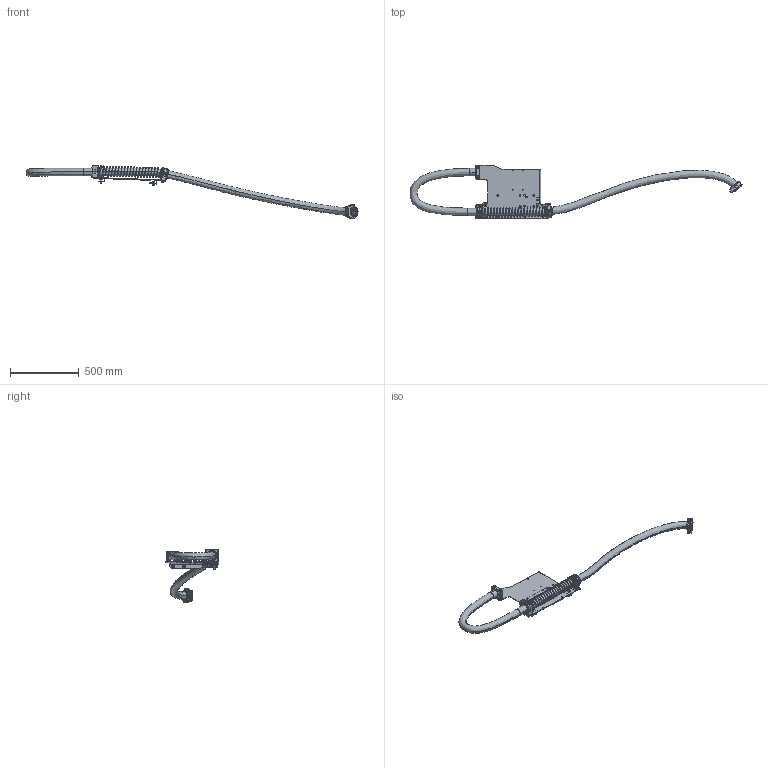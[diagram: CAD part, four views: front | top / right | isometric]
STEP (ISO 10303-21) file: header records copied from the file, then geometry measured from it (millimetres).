
FILE_DESCRIPTION (( 'STEP AP203' ), '1' );
FILE_NAME ('P2324-1.STEP', '2021-03-01T10:46:55', ( '' ), ( '' ), 'SwSTEP 2.0', 'SolidWorks 2019', '' );
FILE_SCHEMA (( 'CONFIG_CONTROL_DESIGN' ));
Products named in the file (1): P2324-1
Bounding box: 2419.53 x 390 x 384.38 mm (x, y, z)
Volume: 3122790.4 mm3; surface area: 1764358.3 mm2
Topology: 36 solids, 36 shells, 2860 faces, 7411 edges, 4690 vertices
Faces by surface type: plane 1000, cylinder 829, bspline 699, cone 146, torus 126, sphere 60
Entity records: 186974 total; most frequent: CARTESIAN_POINT 121888, ORIENTED_EDGE 14614, DIRECTION 11833, EDGE_CURVE 7307, VERTEX_POINT 4674, AXIS2_PLACEMENT_3D 4240, VECTOR 3353, LINE 3353
